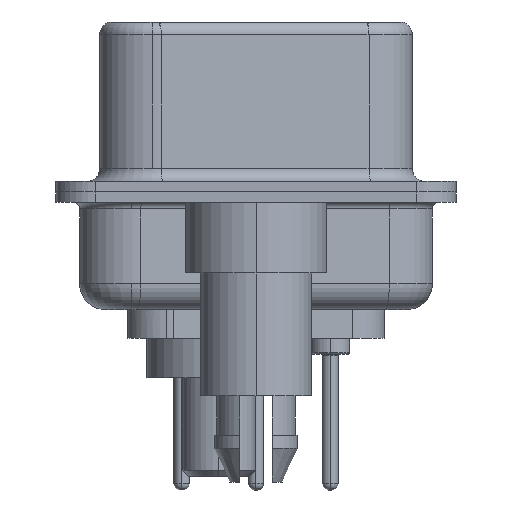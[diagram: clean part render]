
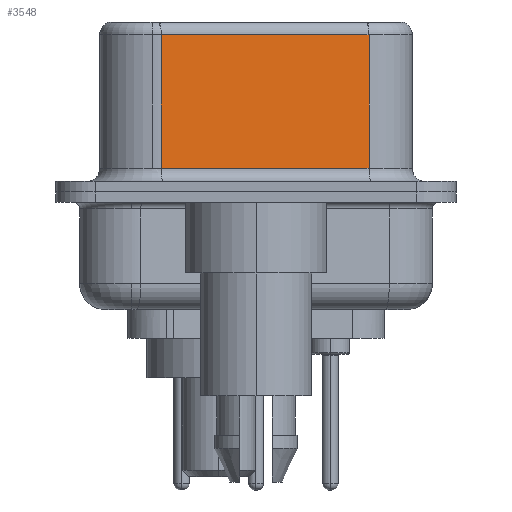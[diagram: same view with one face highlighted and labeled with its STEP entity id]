
A CAD part, left-side view. The second image highlights one B-rep face of the part: STEP entity #3548.
In plain terms, the highlighted planar face has unit normal (-0.985, -0.174, 0).
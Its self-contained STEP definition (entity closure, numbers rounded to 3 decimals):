
#173 = VECTOR ( 'NONE', #11136, 1000. ) ;
#324 = VERTEX_POINT ( 'NONE', #409 ) ;
#409 = CARTESIAN_POINT ( 'NONE',  ( 3.73, 3.628, 6.02 ) ) ;
#1569 = PLANE ( 'NONE',  #4364 ) ;
#1891 = FACE_OUTER_BOUND ( 'NONE', #24498, .T. ) ;
#2402 = CARTESIAN_POINT ( 'NONE',  ( 3.73, 3.628, 6.52 ) ) ;
#3548 = ADVANCED_FACE ( 'NONE', ( #1891 ), #1569, .F. ) ;
#3665 = DIRECTION ( 'NONE',  ( 0.985, 0.174, 0. ) ) ;
#4364 = AXIS2_PLACEMENT_3D ( 'NONE', #21107, #3665, #19262 ) ;
#4674 = VECTOR ( 'NONE', #19354, 1000. ) ;
#4680 = VERTEX_POINT ( 'NONE', #6983 ) ;
#6016 = VERTEX_POINT ( 'NONE', #23023 ) ;
#6154 = DIRECTION ( 'NONE',  ( -0.174, 0.985, 0. ) ) ;
#6983 = CARTESIAN_POINT ( 'NONE',  ( 3.73, 3.628, 0.9 ) ) ;
#11136 = DIRECTION ( 'NONE',  ( 0.174, -0.985, 0. ) ) ;
#11215 = LINE ( 'NONE', #2402, #4674 ) ;
#11835 = ORIENTED_EDGE ( 'NONE', *, *, #17592, .T. ) ;
#13136 = VECTOR ( 'NONE', #6154, 1000. ) ;
#13237 = CARTESIAN_POINT ( 'NONE',  ( 5.132, -4.322, 0.9 ) ) ;
#14666 = LINE ( 'NONE', #18261, #173 ) ;
#14668 = ORIENTED_EDGE ( 'NONE', *, *, #18469, .T. ) ;
#17558 = DIRECTION ( 'NONE',  ( 0., 0., -1. ) ) ;
#17592 = EDGE_CURVE ( 'NONE', #6016, #324, #25857, .T. ) ;
#17600 = EDGE_CURVE ( 'NONE', #4680, #23172, #14666, .T. ) ;
#18047 = CARTESIAN_POINT ( 'NONE',  ( 5.132, -4.322, 6.02 ) ) ;
#18261 = CARTESIAN_POINT ( 'NONE',  ( 5.132, -4.322, 0.9 ) ) ;
#18469 = EDGE_CURVE ( 'NONE', #324, #4680, #11215, .T. ) ;
#18623 = EDGE_CURVE ( 'NONE', #6016, #23172, #19449, .T. ) ;
#19262 = DIRECTION ( 'NONE',  ( -0.174, 0.985, 0. ) ) ;
#19354 = DIRECTION ( 'NONE',  ( 0., 0., -1. ) ) ;
#19449 = LINE ( 'NONE', #22263, #25017 ) ;
#21107 = CARTESIAN_POINT ( 'NONE',  ( 5.132, -4.322, 6.52 ) ) ;
#22263 = CARTESIAN_POINT ( 'NONE',  ( 5.132, -4.322, 6.52 ) ) ;
#23023 = CARTESIAN_POINT ( 'NONE',  ( 5.132, -4.322, 6.02 ) ) ;
#23172 = VERTEX_POINT ( 'NONE', #13237 ) ;
#23241 = ORIENTED_EDGE ( 'NONE', *, *, #18623, .F. ) ;
#24498 = EDGE_LOOP ( 'NONE', ( #23241, #11835, #14668, #25596 ) ) ;
#25017 = VECTOR ( 'NONE', #17558, 1000. ) ;
#25596 = ORIENTED_EDGE ( 'NONE', *, *, #17600, .T. ) ;
#25857 = LINE ( 'NONE', #18047, #13136 ) ;
